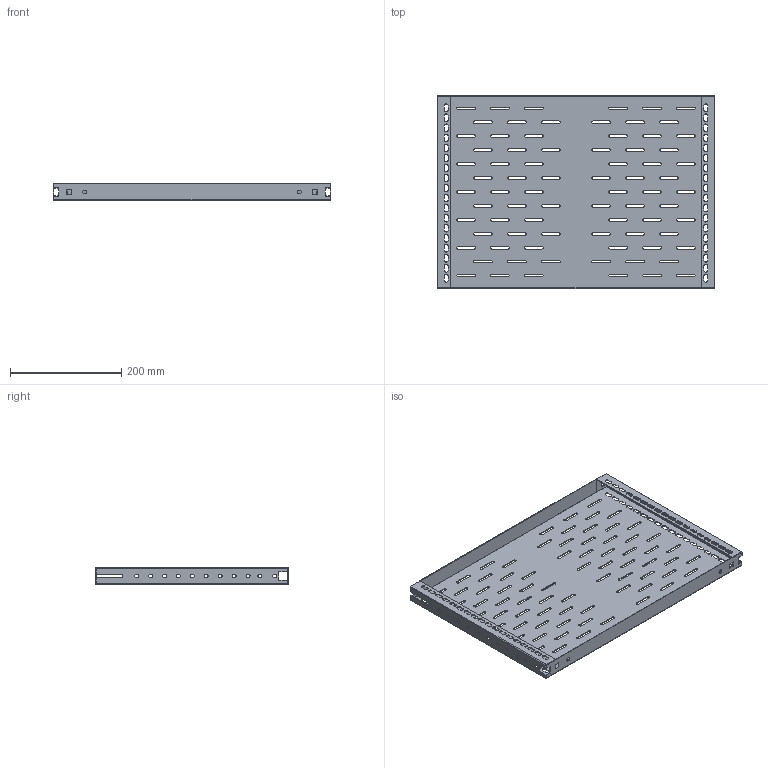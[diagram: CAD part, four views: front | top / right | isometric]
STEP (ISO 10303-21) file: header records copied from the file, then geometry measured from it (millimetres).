
FILE_DESCRIPTION (( 'STEP AP203' ), '1' );
FILE_NAME ('R5DOE6345.step', '2011-03-17T12:01:34', ( 'User' ), ( 'DKC' ), 'SwSTEP 2.0', 'SolidWorks 2011', '' );
FILE_SCHEMA (( 'CONFIG_CONTROL_DESIGN' ));
Length unit declared in the file: millimetre
Products named in the file (1): R5DOE6345
Bounding box: 499 x 346.5 x 30 mm (x, y, z)
Volume: 321430.1 mm3; surface area: 445531.8 mm2
Topology: 1 solids, 1 shells, 868 faces, 2536 edges, 1668 vertices
Faces by surface type: cylinder 448, plane 420
Entity records: 29729 total; most frequent: DIRECTION 5182, CARTESIAN_POINT 5073, ORIENTED_EDGE 5072, EDGE_CURVE 2536, AXIS2_PLACEMENT_3D 1777, VERTEX_POINT 1668, LINE 1628, VECTOR 1628
